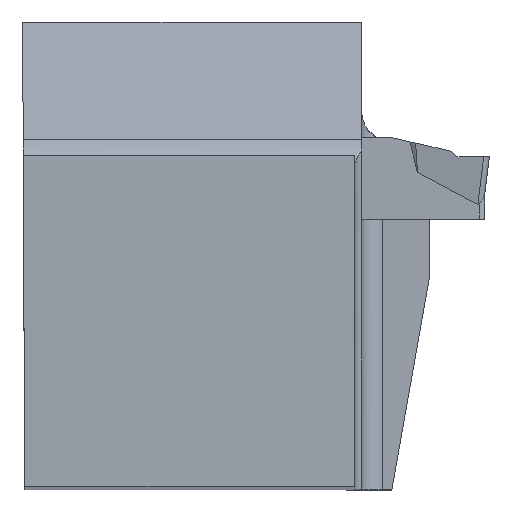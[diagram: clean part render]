
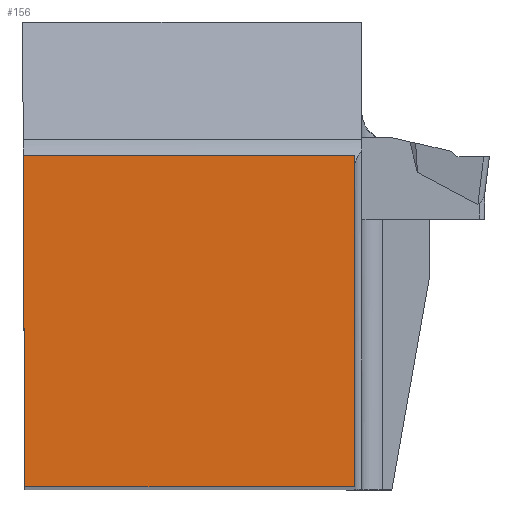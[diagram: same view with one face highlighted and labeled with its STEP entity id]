
A CAD part, top view. The second image highlights one B-rep face of the part: STEP entity #156.
In plain terms, the highlighted planar face has unit normal (0, 0, 1).
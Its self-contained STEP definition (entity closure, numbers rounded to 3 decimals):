
#156=ADVANCED_FACE('CU_BACK_SU1',(#259),#212,.F.);
#212=PLANE('',#1292);
#259=FACE_OUTER_BOUND('',#317,.T.);
#317=EDGE_LOOP('',(#470,#471,#472,#473));
#470=ORIENTED_EDGE('',*,*,#830,.T.);
#471=ORIENTED_EDGE('',*,*,#858,.F.);
#472=ORIENTED_EDGE('',*,*,#843,.T.);
#473=ORIENTED_EDGE('',*,*,#840,.T.);
#719=VERTEX_POINT('',#1731);
#720=VERTEX_POINT('',#1733);
#726=VERTEX_POINT('',#1751);
#728=VERTEX_POINT('',#1757);
#830=EDGE_CURVE('',#720,#719,#984,.T.);
#840=EDGE_CURVE('',#726,#720,#992,.T.);
#843=EDGE_CURVE('',#728,#726,#995,.T.);
#858=EDGE_CURVE('',#728,#719,#1008,.T.);
#984=LINE('',#1732,#1112);
#992=LINE('',#1750,#1120);
#995=LINE('',#1756,#1123);
#1008=LINE('',#1810,#1136);
#1112=VECTOR('',#1410,1.);
#1120=VECTOR('',#1426,1.);
#1123=VECTOR('',#1431,1.);
#1136=VECTOR('',#1462,1.);
#1292=AXIS2_PLACEMENT_3D('',#1811,#1463,#1464);
#1410=DIRECTION('',(1.,0.,0.));
#1426=DIRECTION('',(0.004,-1.,0.));
#1431=DIRECTION('',(-1.,0.,0.));
#1462=DIRECTION('',(0.,-1.,0.));
#1463=DIRECTION('',(0.,0.,-1.));
#1464=DIRECTION('',(0.,-1.,0.));
#1731=CARTESIAN_POINT('',(24.875,0.,0.));
#1732=CARTESIAN_POINT('',(-23.244,0.,0.));
#1733=CARTESIAN_POINT('',(0.109,0.,0.));
#1750=CARTESIAN_POINT('',(-0.088,44.976,0.));
#1751=CARTESIAN_POINT('',(0.,24.875,0.));
#1756=CARTESIAN_POINT('',(-23.244,24.875,0.));
#1757=CARTESIAN_POINT('',(24.875,24.875,0.));
#1810=CARTESIAN_POINT('',(24.875,44.875,0.));
#1811=CARTESIAN_POINT('',(-23.244,44.875,0.));
